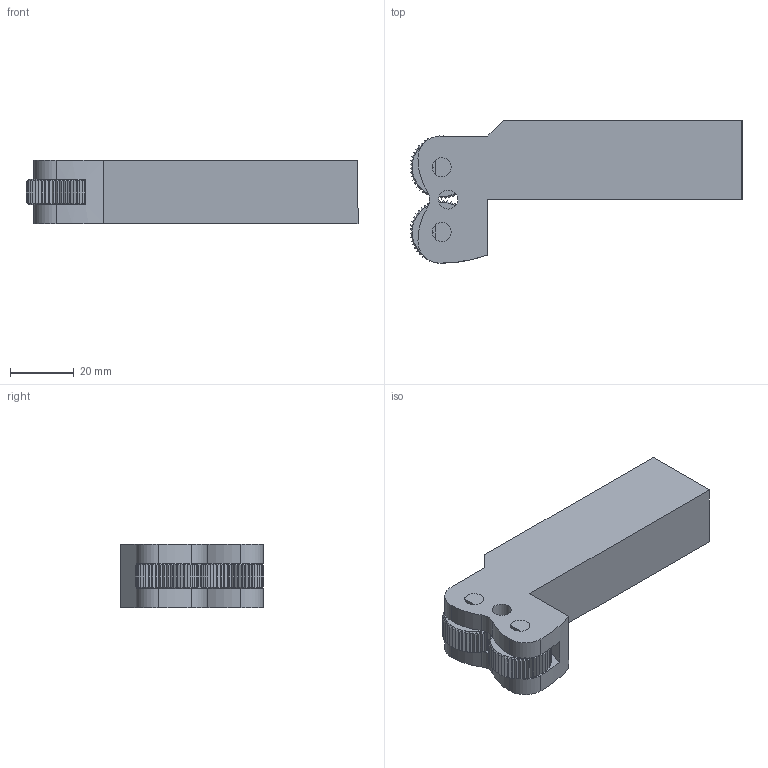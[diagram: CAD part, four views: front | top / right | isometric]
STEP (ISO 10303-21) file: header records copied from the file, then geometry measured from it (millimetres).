
FILE_DESCRIPTION(/* description */ (''),/* implementation_level */ '2;1');
FILE_NAME(/* name */ '32000218.stp',/* time_stamp */ '2022-02-15T10:06:26+01:00',/* author */ ('bueker'),/* organization */ (''),/* preprocessor_version */ 'ST-DEVELOPER v18.1',/* originating_system */ 'Autodesk Inventor 2022',/* authorisation */ '');
FILE_SCHEMA (('AUTOMOTIVE_DESIGN { 1 0 10303 214 3 1 1 }'));
Products named in the file (3): 32000399; 41008603-B; 32000218
Assembly tree (3 placements, depth 2):
  32000399
    41008603-B  x2
    32000218
Bounding box: 104.5 x 45.2 x 20 mm (x, y, z)
Volume: 54753.5 mm3; surface area: 15464.8 mm2
Topology: 3 solids, 3 shells, 352 faces, 1028 edges, 688 vertices
Faces by surface type: plane 222, cylinder 120, cone 10
Full cylindrical faces by diameter (mm): 6 x6
Entity records: 6604 total; most frequent: CARTESIAN_POINT 1645, ORIENTED_EDGE 1142, DIRECTION 927, EDGE_CURVE 571, VERTEX_POINT 384, AXIS2_PLACEMENT_3D 357, EDGE_LOOP 217, LINE 213
